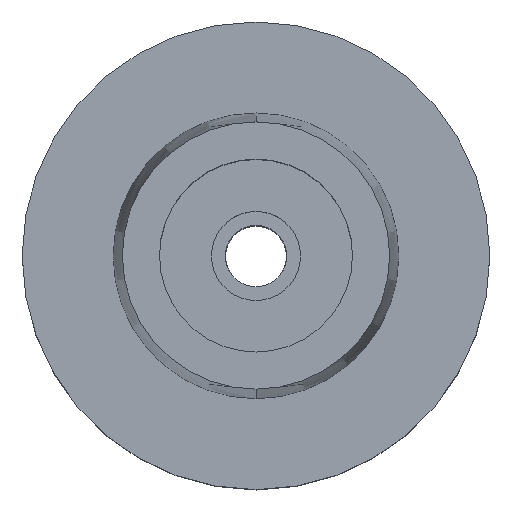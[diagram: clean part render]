
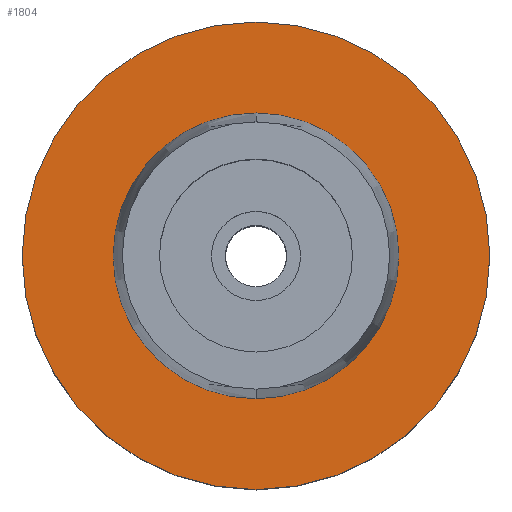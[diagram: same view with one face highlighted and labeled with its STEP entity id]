
A CAD part, top view. The second image highlights one B-rep face of the part: STEP entity #1804.
In plain terms, the highlighted planar face has unit normal (0, 0, 1).
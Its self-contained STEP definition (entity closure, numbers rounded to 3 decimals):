
#2 = FACE_BOUND ( 'NONE', #1524, .T. ) ;
#32 = DIRECTION ( 'NONE',  ( 0., -1., 0. ) ) ;
#124 = VERTEX_POINT ( 'NONE', #1708 ) ;
#231 = CARTESIAN_POINT ( 'NONE',  ( 0., -19.25, 0. ) ) ;
#250 = EDGE_CURVE ( 'NONE', #490, #124, #1645, .T. ) ;
#271 = DIRECTION ( 'NONE',  ( 0., 0., -1. ) ) ;
#333 = EDGE_CURVE ( 'NONE', #800, #647, #1952, .T. ) ;
#426 = AXIS2_PLACEMENT_3D ( 'NONE', #841, #2517, #1260 ) ;
#490 = VERTEX_POINT ( 'NONE', #1165 ) ;
#647 = VERTEX_POINT ( 'NONE', #231 ) ;
#800 = VERTEX_POINT ( 'NONE', #1988 ) ;
#841 = CARTESIAN_POINT ( 'NONE',  ( 0., 0., 0. ) ) ;
#856 = DIRECTION ( 'NONE',  ( 0., 0., 1. ) ) ;
#1028 = AXIS2_PLACEMENT_3D ( 'NONE', #1286, #856, #1687 ) ;
#1036 = PLANE ( 'NONE',  #426 ) ;
#1040 = DIRECTION ( 'NONE',  ( 0., 0., 1. ) ) ;
#1165 = CARTESIAN_POINT ( 'NONE',  ( 0., -31.5, 0. ) ) ;
#1207 = ORIENTED_EDGE ( 'NONE', *, *, #1328, .F. ) ;
#1254 = FACE_OUTER_BOUND ( 'NONE', #1722, .T. ) ;
#1260 = DIRECTION ( 'NONE',  ( 0., -1., 0. ) ) ;
#1286 = CARTESIAN_POINT ( 'NONE',  ( 0., 0., 0. ) ) ;
#1315 = DIRECTION ( 'NONE',  ( 0., -1., 0. ) ) ;
#1328 = EDGE_CURVE ( 'NONE', #647, #800, #2488, .T. ) ;
#1404 = DIRECTION ( 'NONE',  ( 0., 1., 0. ) ) ;
#1524 = EDGE_LOOP ( 'NONE', ( #2679, #1207 ) ) ;
#1553 = AXIS2_PLACEMENT_3D ( 'NONE', #2304, #1040, #32 ) ;
#1565 = CIRCLE ( 'NONE', #1785, 31.5 ) ;
#1645 = CIRCLE ( 'NONE', #2529, 31.5 ) ;
#1687 = DIRECTION ( 'NONE',  ( 0., 1., 0. ) ) ;
#1701 = CARTESIAN_POINT ( 'NONE',  ( 0., 0., 0. ) ) ;
#1708 = CARTESIAN_POINT ( 'NONE',  ( 0., 31.5, 0. ) ) ;
#1722 = EDGE_LOOP ( 'NONE', ( #2093, #1901 ) ) ;
#1785 = AXIS2_PLACEMENT_3D ( 'NONE', #2287, #2688, #1404 ) ;
#1804 = ADVANCED_FACE ( 'NONE', ( #1254, #2 ), #1036, .F. ) ;
#1901 = ORIENTED_EDGE ( 'NONE', *, *, #250, .F. ) ;
#1952 = CIRCLE ( 'NONE', #1028, 19.25 ) ;
#1988 = CARTESIAN_POINT ( 'NONE',  ( 0., 19.25, 0. ) ) ;
#2093 = ORIENTED_EDGE ( 'NONE', *, *, #2564, .F. ) ;
#2287 = CARTESIAN_POINT ( 'NONE',  ( 0., 0., 0. ) ) ;
#2304 = CARTESIAN_POINT ( 'NONE',  ( 0., 0., 0. ) ) ;
#2488 = CIRCLE ( 'NONE', #1553, 19.25 ) ;
#2517 = DIRECTION ( 'NONE',  ( 0., 0., -1. ) ) ;
#2529 = AXIS2_PLACEMENT_3D ( 'NONE', #1701, #271, #1315 ) ;
#2564 = EDGE_CURVE ( 'NONE', #124, #490, #1565, .T. ) ;
#2679 = ORIENTED_EDGE ( 'NONE', *, *, #333, .F. ) ;
#2688 = DIRECTION ( 'NONE',  ( 0., 0., -1. ) ) ;
